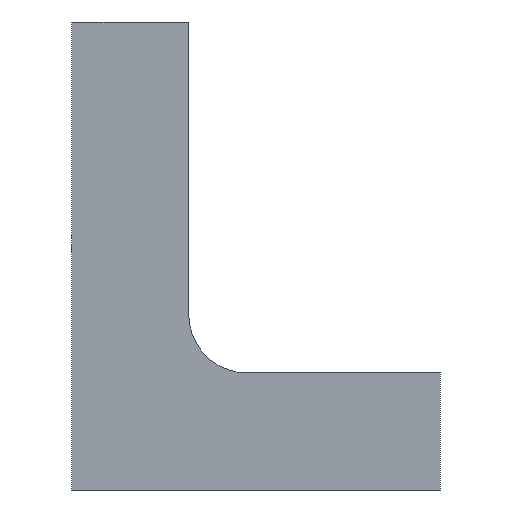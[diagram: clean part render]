
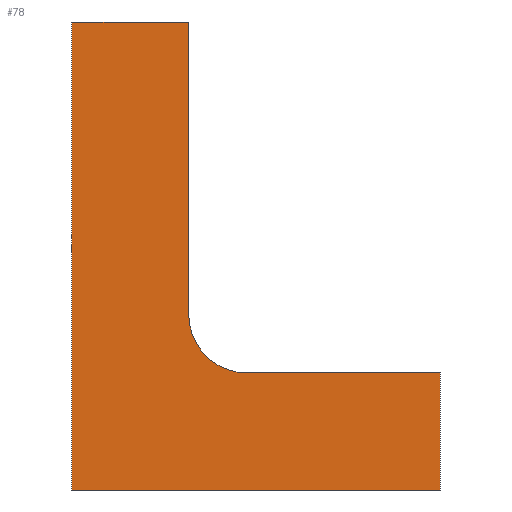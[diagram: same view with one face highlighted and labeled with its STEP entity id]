
A CAD part, left-side view. The second image highlights one B-rep face of the part: STEP entity #78.
In plain terms, the highlighted planar face has unit normal (-1, 0, 0).
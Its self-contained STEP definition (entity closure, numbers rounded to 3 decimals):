
#78 = ADVANCED_FACE( '', ( #91 ), #92, .T. );
#91 = FACE_OUTER_BOUND( '', #109, .T. );
#92 = PLANE( '', #110 );
#109 = EDGE_LOOP( '', ( #142, #143, #144, #145, #146, #147, #148 ) );
#110 = AXIS2_PLACEMENT_3D( '', #149, #150, #151 );
#142 = ORIENTED_EDGE( '', *, *, #190, .T. );
#143 = ORIENTED_EDGE( '', *, *, #198, .T. );
#144 = ORIENTED_EDGE( '', *, *, #201, .T. );
#145 = ORIENTED_EDGE( '', *, *, #202, .T. );
#146 = ORIENTED_EDGE( '', *, *, #203, .T. );
#147 = ORIENTED_EDGE( '', *, *, #196, .T. );
#148 = ORIENTED_EDGE( '', *, *, #204, .T. );
#149 = CARTESIAN_POINT( '', ( -200., 31.5, 40. ) );
#150 = DIRECTION( '', ( -1., 0., 0. ) );
#151 = DIRECTION( '', ( 0., -1., 0. ) );
#190 = EDGE_CURVE( '', #211, #212, #213, .T. );
#196 = EDGE_CURVE( '', #224, #222, #225, .F. );
#198 = EDGE_CURVE( '', #212, #227, #228, .T. );
#201 = EDGE_CURVE( '', #227, #232, #233, .T. );
#202 = EDGE_CURVE( '', #232, #234, #235, .T. );
#203 = EDGE_CURVE( '', #234, #224, #236, .T. );
#204 = EDGE_CURVE( '', #222, #211, #237, .T. );
#211 = VERTEX_POINT( '', #246 );
#212 = VERTEX_POINT( '', #247 );
#213 = LINE( '', #248, #249 );
#222 = VERTEX_POINT( '', #261 );
#224 = VERTEX_POINT( '', #264 );
#225 = CIRCLE( '', #265, 10. );
#227 = VERTEX_POINT( '', #268 );
#228 = LINE( '', #269, #270 );
#232 = VERTEX_POINT( '', #276 );
#233 = LINE( '', #277, #278 );
#234 = VERTEX_POINT( '', #279 );
#235 = LINE( '', #280, #281 );
#236 = LINE( '', #282, #283 );
#237 = LINE( '', #284, #285 );
#246 = CARTESIAN_POINT( '', ( -200., 11.5, 40. ) );
#247 = CARTESIAN_POINT( '', ( -200., 31.5, 40. ) );
#248 = CARTESIAN_POINT( '', ( -200., 11.5, 40. ) );
#249 = VECTOR( '', #300, 1000. );
#261 = CARTESIAN_POINT( '', ( -200., 11.5, -10. ) );
#264 = CARTESIAN_POINT( '', ( -200., 1.5, -20. ) );
#265 = AXIS2_PLACEMENT_3D( '', #308, #309, #310 );
#268 = CARTESIAN_POINT( '', ( -200., 31.5, -40. ) );
#269 = CARTESIAN_POINT( '', ( -200., 31.5, 40. ) );
#270 = VECTOR( '', #312, 1000. );
#276 = CARTESIAN_POINT( '', ( -200., -31.5, -40. ) );
#277 = CARTESIAN_POINT( '', ( -200., 31.5, -40. ) );
#278 = VECTOR( '', #315, 1000. );
#279 = CARTESIAN_POINT( '', ( -200., -31.5, -20. ) );
#280 = CARTESIAN_POINT( '', ( -200., -31.5, -40. ) );
#281 = VECTOR( '', #316, 1000. );
#282 = CARTESIAN_POINT( '', ( -200., -31.5, -20. ) );
#283 = VECTOR( '', #317, 1000. );
#284 = CARTESIAN_POINT( '', ( -200., 11.5, -20. ) );
#285 = VECTOR( '', #318, 1000. );
#300 = DIRECTION( '', ( 0., 1., 0. ) );
#308 = CARTESIAN_POINT( '', ( -200., 1.5, -10. ) );
#309 = DIRECTION( '', ( -1., 0., 0. ) );
#310 = DIRECTION( '', ( 0., -1., 0. ) );
#312 = DIRECTION( '', ( 0., 0., -1. ) );
#315 = DIRECTION( '', ( 0., -1., 0. ) );
#316 = DIRECTION( '', ( 0., 0., 1. ) );
#317 = DIRECTION( '', ( 0., 1., 0. ) );
#318 = DIRECTION( '', ( 0., 0., 1. ) );
